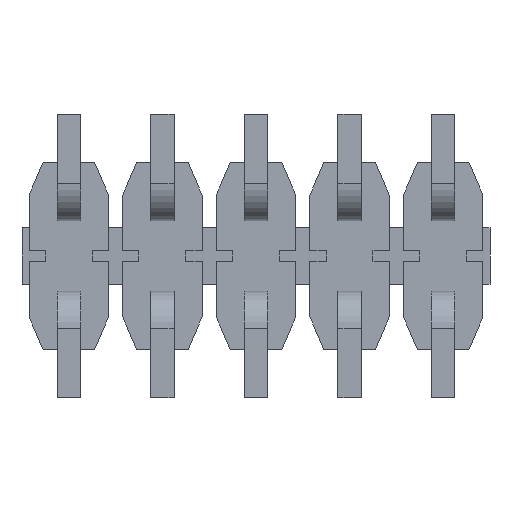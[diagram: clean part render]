
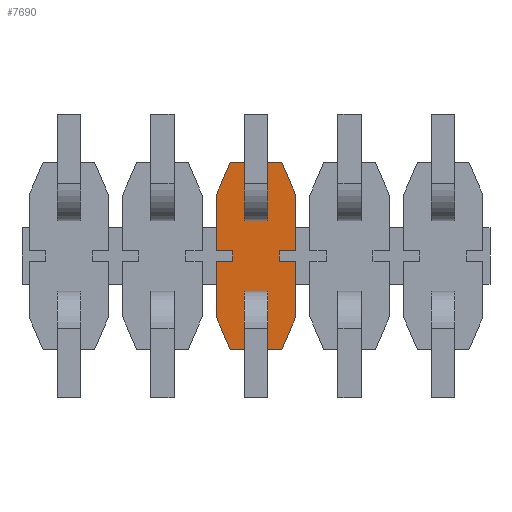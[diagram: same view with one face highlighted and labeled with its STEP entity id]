
A CAD part, front view. The second image highlights one B-rep face of the part: STEP entity #7690.
In plain terms, the highlighted planar face has unit normal (0, -1, 0).
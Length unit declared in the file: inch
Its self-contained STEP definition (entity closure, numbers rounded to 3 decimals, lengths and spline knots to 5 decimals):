
#780=ORIENTED_EDGE('',*,*,#2710,.T.);
#781=ORIENTED_EDGE('',*,*,#2722,.T.);
#782=ORIENTED_EDGE('',*,*,#2717,.T.);
#783=ORIENTED_EDGE('',*,*,#2714,.T.);
#784=ORIENTED_EDGE('',*,*,#2700,.T.);
#785=ORIENTED_EDGE('',*,*,#2720,.T.);
#786=ORIENTED_EDGE('',*,*,#2707,.T.);
#787=ORIENTED_EDGE('',*,*,#2704,.T.);
#788=ORIENTED_EDGE('',*,*,#2649,.F.);
#789=ORIENTED_EDGE('',*,*,#2677,.F.);
#790=ORIENTED_EDGE('',*,*,#2675,.F.);
#791=ORIENTED_EDGE('',*,*,#2670,.F.);
#792=ORIENTED_EDGE('',*,*,#2698,.F.);
#793=ORIENTED_EDGE('',*,*,#2695,.F.);
#794=ORIENTED_EDGE('',*,*,#2692,.F.);
#795=ORIENTED_EDGE('',*,*,#2664,.F.);
#796=ORIENTED_EDGE('',*,*,#2663,.F.);
#797=ORIENTED_EDGE('',*,*,#2659,.F.);
#798=ORIENTED_EDGE('',*,*,#2655,.F.);
#799=ORIENTED_EDGE('',*,*,#2683,.F.);
#800=ORIENTED_EDGE('',*,*,#2690,.F.);
#801=ORIENTED_EDGE('',*,*,#2687,.F.);
#802=ORIENTED_EDGE('',*,*,#2684,.F.);
#803=ORIENTED_EDGE('',*,*,#2678,.F.);
#2649=EDGE_CURVE('',#3691,#3690,#4529,.T.);
#2655=EDGE_CURVE('',#3695,#3694,#4535,.T.);
#2659=EDGE_CURVE('',#3694,#3697,#4539,.T.);
#2663=EDGE_CURVE('',#3697,#3699,#4543,.T.);
#2664=EDGE_CURVE('',#3699,#3700,#4544,.T.);
#2670=EDGE_CURVE('',#3704,#3705,#4550,.T.);
#2675=EDGE_CURVE('',#3705,#3707,#4555,.T.);
#2677=EDGE_CURVE('',#3707,#3691,#4557,.T.);
#2678=EDGE_CURVE('',#3690,#3708,#4558,.T.);
#2683=EDGE_CURVE('',#3711,#3695,#4563,.T.);
#2684=EDGE_CURVE('',#3708,#3712,#4564,.T.);
#2687=EDGE_CURVE('',#3712,#3714,#4567,.T.);
#2690=EDGE_CURVE('',#3714,#3711,#4570,.T.);
#2692=EDGE_CURVE('',#3700,#3716,#4572,.T.);
#2695=EDGE_CURVE('',#3716,#3718,#4575,.T.);
#2698=EDGE_CURVE('',#3718,#3704,#4578,.T.);
#2700=EDGE_CURVE('',#3720,#3721,#4580,.T.);
#2704=EDGE_CURVE('',#3724,#3720,#4584,.T.);
#2707=EDGE_CURVE('',#3726,#3724,#4587,.T.);
#2710=EDGE_CURVE('',#3728,#3729,#4590,.T.);
#2714=EDGE_CURVE('',#3732,#3728,#4594,.T.);
#2717=EDGE_CURVE('',#3734,#3732,#4597,.T.);
#2720=EDGE_CURVE('',#3721,#3726,#4600,.T.);
#2722=EDGE_CURVE('',#3729,#3734,#4602,.T.);
#3690=VERTEX_POINT('',#10954);
#3691=VERTEX_POINT('',#10956);
#3694=VERTEX_POINT('',#10966);
#3695=VERTEX_POINT('',#10968);
#3697=VERTEX_POINT('',#10976);
#3699=VERTEX_POINT('',#10984);
#3700=VERTEX_POINT('',#10988);
#3704=VERTEX_POINT('',#10998);
#3705=VERTEX_POINT('',#11000);
#3707=VERTEX_POINT('',#11008);
#3708=VERTEX_POINT('',#11016);
#3711=VERTEX_POINT('',#11024);
#3712=VERTEX_POINT('',#11028);
#3714=VERTEX_POINT('',#11034);
#3716=VERTEX_POINT('',#11043);
#3718=VERTEX_POINT('',#11049);
#3720=VERTEX_POINT('',#11058);
#3721=VERTEX_POINT('',#11059);
#3724=VERTEX_POINT('',#11067);
#3726=VERTEX_POINT('',#11073);
#3728=VERTEX_POINT('',#11079);
#3729=VERTEX_POINT('',#11080);
#3732=VERTEX_POINT('',#11088);
#3734=VERTEX_POINT('',#11094);
#4529=LINE('',#10957,#5617);
#4535=LINE('',#10969,#5623);
#4539=LINE('',#10977,#5627);
#4543=LINE('',#10985,#5631);
#4544=LINE('',#10987,#5632);
#4550=LINE('',#10999,#5638);
#4555=LINE('',#11009,#5643);
#4557=LINE('',#11013,#5645);
#4558=LINE('',#11015,#5646);
#4563=LINE('',#11025,#5651);
#4564=LINE('',#11027,#5652);
#4567=LINE('',#11033,#5655);
#4570=LINE('',#11039,#5658);
#4572=LINE('',#11042,#5660);
#4575=LINE('',#11048,#5663);
#4578=LINE('',#11054,#5666);
#4580=LINE('',#11057,#5668);
#4584=LINE('',#11066,#5672);
#4587=LINE('',#11072,#5675);
#4590=LINE('',#11078,#5678);
#4594=LINE('',#11087,#5682);
#4597=LINE('',#11093,#5685);
#4600=LINE('',#11099,#5688);
#4602=LINE('',#11102,#5690);
#5617=VECTOR('',#8893,39.37008);
#5623=VECTOR('',#8903,39.37008);
#5627=VECTOR('',#8911,39.37008);
#5631=VECTOR('',#8919,39.37008);
#5632=VECTOR('',#8922,39.37008);
#5638=VECTOR('',#8930,39.37008);
#5643=VECTOR('',#8939,39.37008);
#5645=VECTOR('',#8945,39.37008);
#5646=VECTOR('',#8948,39.37008);
#5651=VECTOR('',#8955,39.37008);
#5652=VECTOR('',#8958,39.37008);
#5655=VECTOR('',#8963,39.37008);
#5658=VECTOR('',#8968,39.37008);
#5660=VECTOR('',#8972,39.37008);
#5663=VECTOR('',#8977,39.37008);
#5666=VECTOR('',#8982,39.37008);
#5668=VECTOR('',#8986,39.37008);
#5672=VECTOR('',#8992,39.37008);
#5675=VECTOR('',#8997,39.37008);
#5678=VECTOR('',#9002,39.37008);
#5682=VECTOR('',#9008,39.37008);
#5685=VECTOR('',#9013,39.37008);
#5688=VECTOR('',#9018,39.37008);
#5690=VECTOR('',#9022,39.37008);
#6534=EDGE_LOOP('',(#780,#781,#782,#783));
#6535=EDGE_LOOP('',(#784,#785,#786,#787));
#6536=EDGE_LOOP('',(#788,#789,#790,#791,#792,#793,#794,#795,#796,#797,#798,
#799,#800,#801,#802,#803));
#6936=FACE_BOUND('',#6534,.T.);
#6937=FACE_BOUND('',#6535,.T.);
#6938=FACE_BOUND('',#6536,.T.);
#7328=PLANE('',#8111);
#7690=ADVANCED_FACE('',(#6936,#6937,#6938),#7328,.F.);
#8111=AXIS2_PLACEMENT_3D('',#11105,#9026,#9027);
#8893=DIRECTION('',(-1.,0.,0.));
#8903=DIRECTION('',(-1.,0.,0.));
#8911=DIRECTION('',(0.,0.,-1.));
#8919=DIRECTION('',(1.,0.,0.));
#8922=DIRECTION('',(0.,0.,-1.));
#8930=DIRECTION('',(0.,0.,1.));
#8939=DIRECTION('',(1.,0.,0.));
#8945=DIRECTION('',(0.,0.,1.));
#8948=DIRECTION('',(0.,0.,1.));
#8955=DIRECTION('',(0.,0.,-1.));
#8958=DIRECTION('',(0.394,0.,0.919));
#8963=DIRECTION('',(1.,0.,0.));
#8968=DIRECTION('',(0.394,0.,-0.919));
#8972=DIRECTION('',(-0.394,0.,-0.919));
#8977=DIRECTION('',(-1.,0.,0.));
#8982=DIRECTION('',(-0.394,0.,0.919));
#8986=DIRECTION('',(0.,0.,1.));
#8992=DIRECTION('',(-1.,0.,0.));
#8997=DIRECTION('',(0.,0.,-1.));
#9002=DIRECTION('',(0.,0.,1.));
#9008=DIRECTION('',(-1.,0.,0.));
#9013=DIRECTION('',(0.,0.,-1.));
#9018=DIRECTION('',(1.,0.,0.));
#9022=DIRECTION('',(1.,0.,0.));
#9026=DIRECTION('',(0.,1.,0.));
#9027=DIRECTION('',(0.,0.,1.));
#10954=CARTESIAN_POINT('',(-0.0425,-0.05,0.00575));
#10956=CARTESIAN_POINT('',(-0.025,-0.05,0.00575));
#10957=CARTESIAN_POINT('',(-0.025,-0.05,0.00575));
#10966=CARTESIAN_POINT('',(0.025,-0.05,0.00575));
#10968=CARTESIAN_POINT('',(0.0425,-0.05,0.00575));
#10969=CARTESIAN_POINT('',(0.0425,-0.05,0.00575));
#10976=CARTESIAN_POINT('',(0.025,-0.05,-0.00575));
#10977=CARTESIAN_POINT('',(0.025,-0.05,0.00575));
#10984=CARTESIAN_POINT('',(0.0425,-0.05,-0.00575));
#10985=CARTESIAN_POINT('',(0.025,-0.05,-0.00575));
#10987=CARTESIAN_POINT('',(0.0425,-0.05,-0.00575));
#10988=CARTESIAN_POINT('',(0.0425,-0.05,-0.065));
#10998=CARTESIAN_POINT('',(-0.0425,-0.05,-0.065));
#10999=CARTESIAN_POINT('',(-0.0425,-0.05,-0.065));
#11000=CARTESIAN_POINT('',(-0.0425,-0.05,-0.00575));
#11008=CARTESIAN_POINT('',(-0.025,-0.05,-0.00575));
#11009=CARTESIAN_POINT('',(-0.0425,-0.05,-0.00575));
#11013=CARTESIAN_POINT('',(-0.025,-0.05,-0.00575));
#11015=CARTESIAN_POINT('',(-0.0425,-0.05,0.00575));
#11016=CARTESIAN_POINT('',(-0.0425,-0.05,0.065));
#11024=CARTESIAN_POINT('',(0.0425,-0.05,0.065));
#11025=CARTESIAN_POINT('',(0.0425,-0.05,0.065));
#11027=CARTESIAN_POINT('',(-0.0425,-0.05,0.065));
#11028=CARTESIAN_POINT('',(-0.0275,-0.05,0.1));
#11033=CARTESIAN_POINT('',(-0.0275,-0.05,0.1));
#11034=CARTESIAN_POINT('',(0.0275,-0.05,0.1));
#11039=CARTESIAN_POINT('',(0.0275,-0.05,0.1));
#11042=CARTESIAN_POINT('',(0.0425,-0.05,-0.065));
#11043=CARTESIAN_POINT('',(0.0275,-0.05,-0.1));
#11048=CARTESIAN_POINT('',(0.0275,-0.05,-0.1));
#11049=CARTESIAN_POINT('',(-0.0275,-0.05,-0.1));
#11054=CARTESIAN_POINT('',(-0.0275,-0.05,-0.1));
#11057=CARTESIAN_POINT('',(-0.0125,-0.05,0.0375));
#11058=CARTESIAN_POINT('',(-0.0125,-0.05,0.0375));
#11059=CARTESIAN_POINT('',(-0.0125,-0.05,0.0625));
#11066=CARTESIAN_POINT('',(0.0125,-0.05,0.0375));
#11067=CARTESIAN_POINT('',(0.0125,-0.05,0.0375));
#11072=CARTESIAN_POINT('',(0.0125,-0.05,0.0625));
#11073=CARTESIAN_POINT('',(0.0125,-0.05,0.0625));
#11078=CARTESIAN_POINT('',(-0.0125,-0.05,-0.0625));
#11079=CARTESIAN_POINT('',(-0.0125,-0.05,-0.0625));
#11080=CARTESIAN_POINT('',(-0.0125,-0.05,-0.0375));
#11087=CARTESIAN_POINT('',(0.0125,-0.05,-0.0625));
#11088=CARTESIAN_POINT('',(0.0125,-0.05,-0.0625));
#11093=CARTESIAN_POINT('',(0.0125,-0.05,-0.0375));
#11094=CARTESIAN_POINT('',(0.0125,-0.05,-0.0375));
#11099=CARTESIAN_POINT('',(-0.0125,-0.05,0.0625));
#11102=CARTESIAN_POINT('',(-0.0125,-0.05,-0.0375));
#11105=CARTESIAN_POINT('',(0.2,-0.05,0.));
